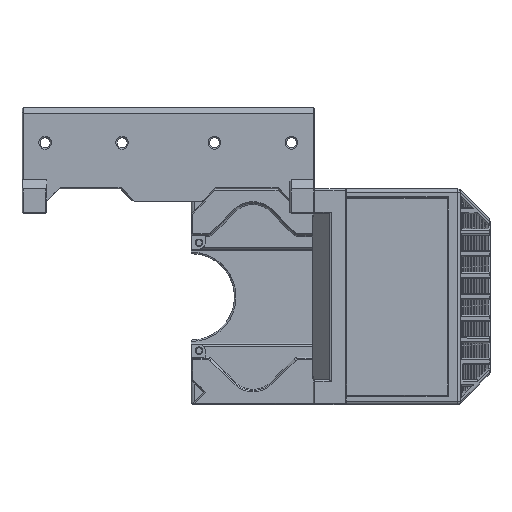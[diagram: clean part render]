
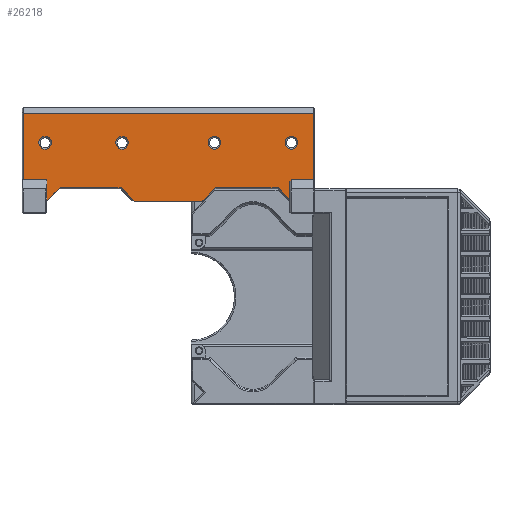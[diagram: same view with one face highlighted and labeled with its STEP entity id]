
A CAD part, top view. The second image highlights one B-rep face of the part: STEP entity #26218.
In plain terms, the highlighted face is planar.
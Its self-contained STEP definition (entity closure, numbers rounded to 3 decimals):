
#316=FACE_BOUND('',#2597,.T.);
#317=FACE_BOUND('',#2598,.T.);
#318=FACE_BOUND('',#2599,.T.);
#319=FACE_BOUND('',#2600,.T.);
#672=CIRCLE('',#27438,2.05);
#674=CIRCLE('',#27445,2.05);
#707=CIRCLE('',#27570,2.05);
#710=CIRCLE('',#27580,2.05);
#1279=FACE_OUTER_BOUND('',#2596,.T.);
#2596=EDGE_LOOP('',(#17802,#17803,#17804,#17805,#17806,#17807,#17808,#17809,
#17810,#17811,#17812,#17813,#17814,#17815,#17816));
#2597=EDGE_LOOP('',(#17817));
#2598=EDGE_LOOP('',(#17818));
#2599=EDGE_LOOP('',(#17819));
#2600=EDGE_LOOP('',(#17820));
#4098=LINE('',#36040,#7464);
#4131=LINE('',#36123,#7497);
#4136=LINE('',#36133,#7502);
#4157=LINE('',#36171,#7523);
#4159=LINE('',#36175,#7525);
#4161=LINE('',#36178,#7527);
#4164=LINE('',#36187,#7530);
#4195=LINE('',#36262,#7561);
#4197=LINE('',#36267,#7563);
#4232=LINE('',#36333,#7598);
#4234=LINE('',#36338,#7600);
#4236=LINE('',#36341,#7602);
#4248=LINE('',#36372,#7614);
#4286=LINE('',#36487,#7652);
#4287=LINE('',#36489,#7653);
#7464=VECTOR('',#29278,10.);
#7497=VECTOR('',#29353,10.);
#7502=VECTOR('',#29360,10.);
#7523=VECTOR('',#29405,10.);
#7525=VECTOR('',#29409,10.);
#7527=VECTOR('',#29413,10.);
#7530=VECTOR('',#29422,10.);
#7561=VECTOR('',#29485,10.);
#7563=VECTOR('',#29489,10.);
#7598=VECTOR('',#29558,10.);
#7600=VECTOR('',#29564,10.);
#7602=VECTOR('',#29568,10.);
#7614=VECTOR('',#29598,10.);
#7652=VECTOR('',#29738,10.);
#7653=VECTOR('',#29741,10.);
#10800=VERTEX_POINT('',#35954);
#10808=VERTEX_POINT('',#35981);
#10817=VERTEX_POINT('',#36012);
#10825=VERTEX_POINT('',#36038);
#10853=VERTEX_POINT('',#36121);
#10854=VERTEX_POINT('',#36122);
#10858=VERTEX_POINT('',#36132);
#10863=VERTEX_POINT('',#36170);
#10864=VERTEX_POINT('',#36174);
#10865=VERTEX_POINT('',#36183);
#10867=VERTEX_POINT('',#36186);
#10894=VERTEX_POINT('',#36259);
#10895=VERTEX_POINT('',#36261);
#10896=VERTEX_POINT('',#36265);
#10897=VERTEX_POINT('',#36266);
#10912=VERTEX_POINT('',#36337);
#10922=VERTEX_POINT('',#36371);
#10937=VERTEX_POINT('',#36423);
#10941=VERTEX_POINT('',#36446);
#13332=EDGE_CURVE('',#10800,#10800,#672,.T.);
#13346=EDGE_CURVE('',#10808,#10808,#674,.T.);
#13376=EDGE_CURVE('',#10825,#10817,#4098,.T.);
#13415=EDGE_CURVE('',#10853,#10854,#4131,.T.);
#13420=EDGE_CURVE('',#10854,#10858,#4136,.T.);
#13441=EDGE_CURVE('',#10858,#10863,#4157,.T.);
#13443=EDGE_CURVE('',#10864,#10863,#4159,.T.);
#13445=EDGE_CURVE('',#10864,#10825,#4161,.T.);
#13448=EDGE_CURVE('',#10867,#10865,#4164,.T.);
#13484=EDGE_CURVE('',#10894,#10895,#4195,.T.);
#13486=EDGE_CURVE('',#10896,#10897,#4197,.T.);
#13521=EDGE_CURVE('',#10895,#10865,#4232,.F.);
#13523=EDGE_CURVE('',#10912,#10896,#4234,.T.);
#13525=EDGE_CURVE('',#10867,#10912,#4236,.T.);
#13540=EDGE_CURVE('',#10922,#10894,#4248,.T.);
#13567=EDGE_CURVE('',#10937,#10937,#707,.T.);
#13579=EDGE_CURVE('',#10941,#10941,#710,.T.);
#13599=EDGE_CURVE('',#10853,#10897,#4286,.T.);
#13600=EDGE_CURVE('',#10817,#10922,#4287,.T.);
#17802=ORIENTED_EDGE('',*,*,#13599,.T.);
#17803=ORIENTED_EDGE('',*,*,#13486,.F.);
#17804=ORIENTED_EDGE('',*,*,#13523,.F.);
#17805=ORIENTED_EDGE('',*,*,#13525,.F.);
#17806=ORIENTED_EDGE('',*,*,#13448,.T.);
#17807=ORIENTED_EDGE('',*,*,#13521,.F.);
#17808=ORIENTED_EDGE('',*,*,#13484,.F.);
#17809=ORIENTED_EDGE('',*,*,#13540,.F.);
#17810=ORIENTED_EDGE('',*,*,#13600,.F.);
#17811=ORIENTED_EDGE('',*,*,#13376,.F.);
#17812=ORIENTED_EDGE('',*,*,#13445,.F.);
#17813=ORIENTED_EDGE('',*,*,#13443,.T.);
#17814=ORIENTED_EDGE('',*,*,#13441,.F.);
#17815=ORIENTED_EDGE('',*,*,#13420,.F.);
#17816=ORIENTED_EDGE('',*,*,#13415,.F.);
#17817=ORIENTED_EDGE('',*,*,#13346,.F.);
#17818=ORIENTED_EDGE('',*,*,#13332,.F.);
#17819=ORIENTED_EDGE('',*,*,#13579,.F.);
#17820=ORIENTED_EDGE('',*,*,#13567,.F.);
#25156=PLANE('',#27601);
#26218=ADVANCED_FACE('',(#1279,#316,#317,#318,#319),#25156,.T.);
#27438=AXIS2_PLACEMENT_3D('',#35955,#29191,#29192);
#27445=AXIS2_PLACEMENT_3D('',#35982,#29217,#29218);
#27570=AXIS2_PLACEMENT_3D('',#36424,#29655,#29656);
#27580=AXIS2_PLACEMENT_3D('',#36447,#29684,#29685);
#27601=AXIS2_PLACEMENT_3D('',#36488,#29739,#29740);
#29191=DIRECTION('center_axis',(0.,-1.,0.));
#29192=DIRECTION('ref_axis',(1.,0.,0.));
#29217=DIRECTION('center_axis',(0.,-1.,0.));
#29218=DIRECTION('ref_axis',(1.,0.,0.));
#29278=DIRECTION('',(-1.,0.,0.));
#29353=DIRECTION('',(-0.707,0.,-0.707));
#29360=DIRECTION('',(0.,0.,-1.));
#29405=DIRECTION('',(0.707,0.,-0.707));
#29409=DIRECTION('',(1.,0.,0.));
#29413=DIRECTION('',(0.,0.,-1.));
#29422=DIRECTION('',(-1.,0.,0.));
#29485=DIRECTION('',(0.,0.,-1.));
#29489=DIRECTION('',(0.707,0.,-0.707));
#29558=DIRECTION('',(-0.816,0.,0.577));
#29564=DIRECTION('',(0.,0.,-1.));
#29568=DIRECTION('',(-0.707,0.,-0.707));
#29598=DIRECTION('',(1.,0.,0.));
#29655=DIRECTION('center_axis',(0.,-1.,0.));
#29656=DIRECTION('ref_axis',(1.,0.,0.));
#29684=DIRECTION('center_axis',(0.,-1.,0.));
#29685=DIRECTION('ref_axis',(1.,0.,0.));
#29738=DIRECTION('',(0.,0.,1.));
#29739=DIRECTION('center_axis',(0.,-1.,0.));
#29740=DIRECTION('ref_axis',(1.,0.,0.));
#29741=DIRECTION('',(0.,0.,1.));
#35954=CARTESIAN_POINT('',(1.95,0.,-7.5));
#35955=CARTESIAN_POINT('Origin',(4.,0.,
-7.5));
#35981=CARTESIAN_POINT('',(1.95,0.,17.5));
#35982=CARTESIAN_POINT('Origin',(4.,0.,
17.5));
#36012=CARTESIAN_POINT('',(-5.5,0.,-14.6));
#36038=CARTESIAN_POINT('',(16.,0.,-14.6));
#36040=CARTESIAN_POINT('',(15.,0.,-14.6));
#36121=CARTESIAN_POINT('',(23.,0.,21.566));
#36122=CARTESIAN_POINT('',(18.6,0.,17.166));
#36123=CARTESIAN_POINT('',(6.967,0.,5.533));
#36132=CARTESIAN_POINT('',(18.6,0.,-2.6));
#36133=CARTESIAN_POINT('',(18.6,0.,-15.));
#36170=CARTESIAN_POINT('',(23.,0.,-7.));
#36171=CARTESIAN_POINT('',(18.25,0.,-2.25));
#36174=CARTESIAN_POINT('',(16.,0.,-7.));
#36175=CARTESIAN_POINT('',(9.5,0.,-7.));
#36178=CARTESIAN_POINT('',(16.,0.,-11.));
#36183=CARTESIAN_POINT('',(16.566,0.,72.));
#36186=CARTESIAN_POINT('',(22.434,0.,72.));
#36187=CARTESIAN_POINT('',(9.5,0.,72.));
#36259=CARTESIAN_POINT('',(16.,0.,79.6));
#36261=CARTESIAN_POINT('',(16.,0.,72.4));
#36262=CARTESIAN_POINT('',(16.,0.,40.));
#36265=CARTESIAN_POINT('',(18.6,0.,47.834));
#36266=CARTESIAN_POINT('',(23.,0.,43.434));
#36267=CARTESIAN_POINT('',(26.967,0.,39.467));
#36333=CARTESIAN_POINT('',(28.326,0.,63.684));
#36337=CARTESIAN_POINT('',(18.6,0.,68.166));
#36338=CARTESIAN_POINT('',(18.6,0.,0.));
#36341=CARTESIAN_POINT('',(-2.033,0.,47.533));
#36371=CARTESIAN_POINT('',(-5.5,0.,79.6));
#36372=CARTESIAN_POINT('',(4.75,0.,79.6));
#36423=CARTESIAN_POINT('',(1.95,0.,47.5));
#36424=CARTESIAN_POINT('Origin',(4.,0.,
47.5));
#36446=CARTESIAN_POINT('',(1.95,0.,72.5));
#36447=CARTESIAN_POINT('Origin',(4.,0.,
72.5));
#36487=CARTESIAN_POINT('',(23.,0.,36.));
#36488=CARTESIAN_POINT('Origin',(0.,0.,0.));
#36489=CARTESIAN_POINT('',(-5.5,0.,0.));
